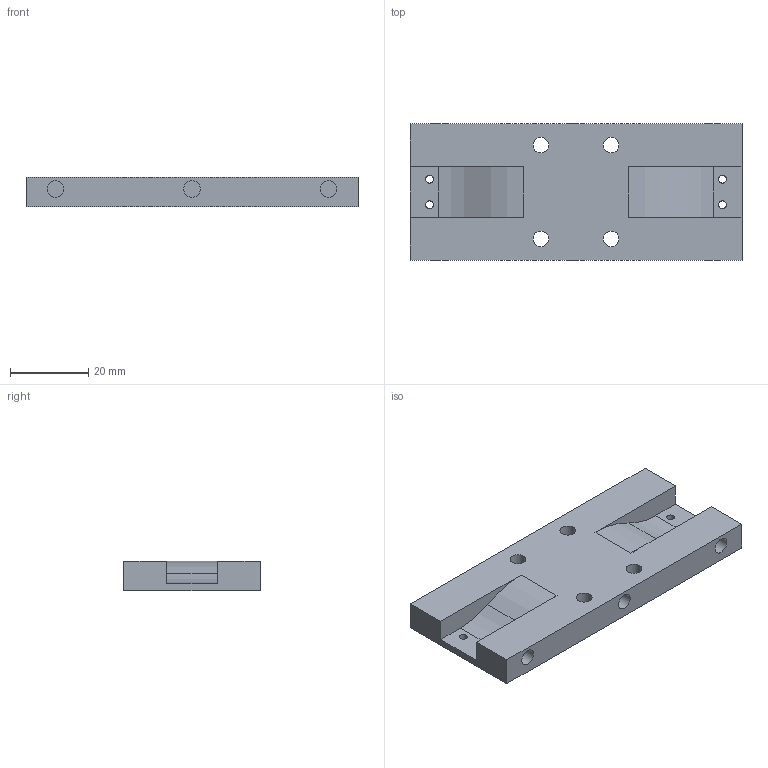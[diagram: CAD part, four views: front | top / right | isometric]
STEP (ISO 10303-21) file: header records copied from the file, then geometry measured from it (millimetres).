
FILE_DESCRIPTION(/* description */ (''),/* implementation_level */ '2;1');
FILE_NAME(/* name */ 'X-carriage-III-part1-rev1_microswitch v6.step',/* time_stamp */ '2019-03-03T15:51:01+01:00',/* author */ ('emytass'),/* organization */ (''),/* preprocessor_version */ 'ST-DEVELOPER v17.2',/* originating_system */ 'Autodesk Translation Framework v7.6.0.251',/* authorisation */ '');
FILE_SCHEMA (('AUTOMOTIVE_DESIGN { 1 0 10303 214 3 1 1 }'));
Length unit declared in the file: millimetre
Products named in the file (1): X-carriage-III-part1-rev1_microswitch
Bounding box: 85 x 35 x 7.5 mm (x, y, z)
Volume: 18114.1 mm3; surface area: 9137.3 mm2
Topology: 1 solids, 1 shells, 44 faces, 96 edges, 64 vertices
Faces by surface type: cylinder 22, plane 22
Full cylindrical faces by diameter (mm): 2 x4, 4 x4, 4.2 x6, 7.5 x4
Entity records: 1295 total; most frequent: DIRECTION 230, CARTESIAN_POINT 205, ORIENTED_EDGE 192, EDGE_CURVE 96, AXIS2_PLACEMENT_3D 89, EDGE_LOOP 70, VERTEX_POINT 64, LINE 52
